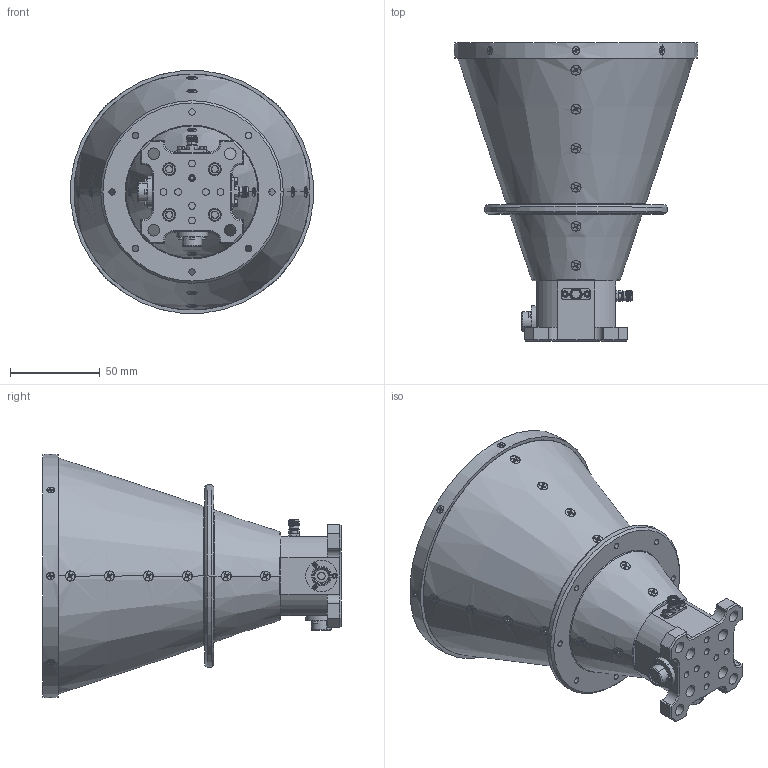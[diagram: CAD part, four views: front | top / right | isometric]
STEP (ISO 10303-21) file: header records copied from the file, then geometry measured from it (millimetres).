
FILE_DESCRIPTION (( 'STEP AP203' ), '1' );
FILE_NAME ('AV-C17-QR-2.STEP', '2024-12-11T02:11:32', ( '' ), ( '' ), 'SwSTEP 2.0', 'SolidWorks 2021', '' );
FILE_SCHEMA (( 'CONFIG_CONTROL_DESIGN' ));
Length unit declared in the file: inch
Products named in the file (1): AV-C17-QR-2
Bounding box: 135.32 x 165.83 x 135.32 mm (x, y, z)
Volume: 1047648.9 mm3; surface area: 77574.6 mm2
Topology: 1 solids, 32 shells, 1787 faces, 4524 edges, 2891 vertices
Faces by surface type: plane 797, cone 678, cylinder 266, bspline 24, torus 22
Entity records: 64271 total; most frequent: CARTESIAN_POINT 23520, ORIENTED_EDGE 9040, DIRECTION 7601, EDGE_CURVE 4520, VERTEX_POINT 2891, AXIS2_PLACEMENT_3D 2851, EDGE_LOOP 1945, VECTOR 1899
